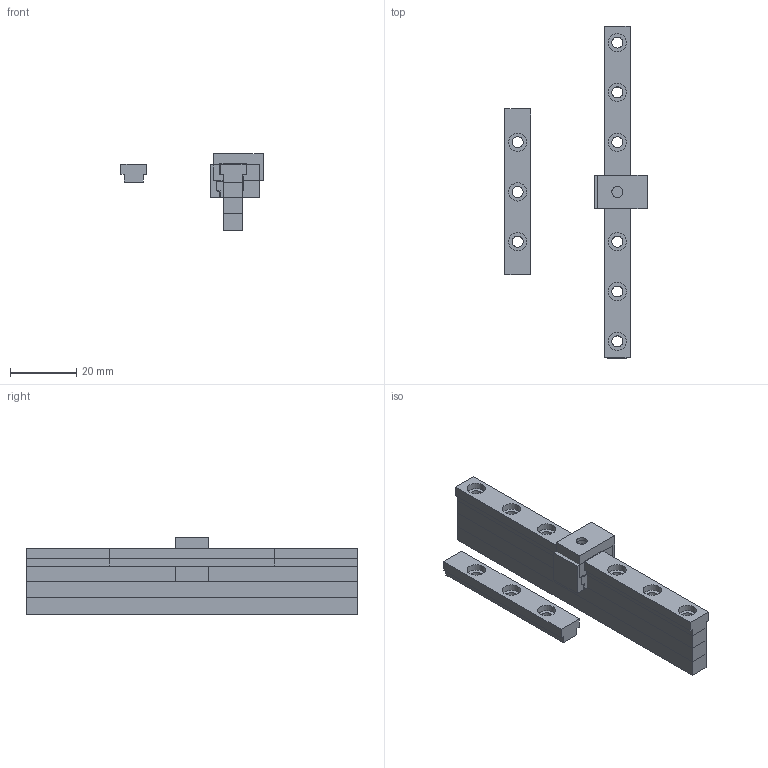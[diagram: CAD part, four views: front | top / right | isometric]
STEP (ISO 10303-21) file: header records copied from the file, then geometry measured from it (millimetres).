
FILE_DESCRIPTION(/* description */ (''),/* implementation_level */ '2;1');
FILE_NAME(/* name */ 'Mounting Rail v2 (All Bodies).step',/* time_stamp */ '2023-01-19T09:30:13+01:00',/* author */ (''),/* organization */ (''),/* preprocessor_version */ 'ST-DEVELOPER v19.2',/* originating_system */ 'Autodesk Translation Framework v11.17.0.187',/* authorisation */ '');
FILE_SCHEMA (('AUTOMOTIVE_DESIGN { 1 0 10303 214 3 1 1 }'));
Length unit declared in the file: millimetre
Products named in the file (2): Mounting Rail; Alternate Mounting Rail
Assembly tree (1 placements, depth 2):
  Mounting Rail
    Alternate Mounting Rail
Bounding box: 42.88 x 100 x 23.15 mm (x, y, z)
Volume: 31661.4 mm3; surface area: 24112.5 mm2
Topology: 8 solids, 8 shells, 194 faces, 432 edges, 288 vertices
Faces by surface type: plane 126, cylinder 68
Full cylindrical faces by diameter (mm): 2.3 x2, 3.3 x32, 3.4 x2, 5.5 x32
Entity records: 5576 total; most frequent: DIRECTION 962, CARTESIAN_POINT 917, ORIENTED_EDGE 864, EDGE_CURVE 432, AXIS2_PLACEMENT_3D 333, EDGE_LOOP 296, LINE 296, VECTOR 296
